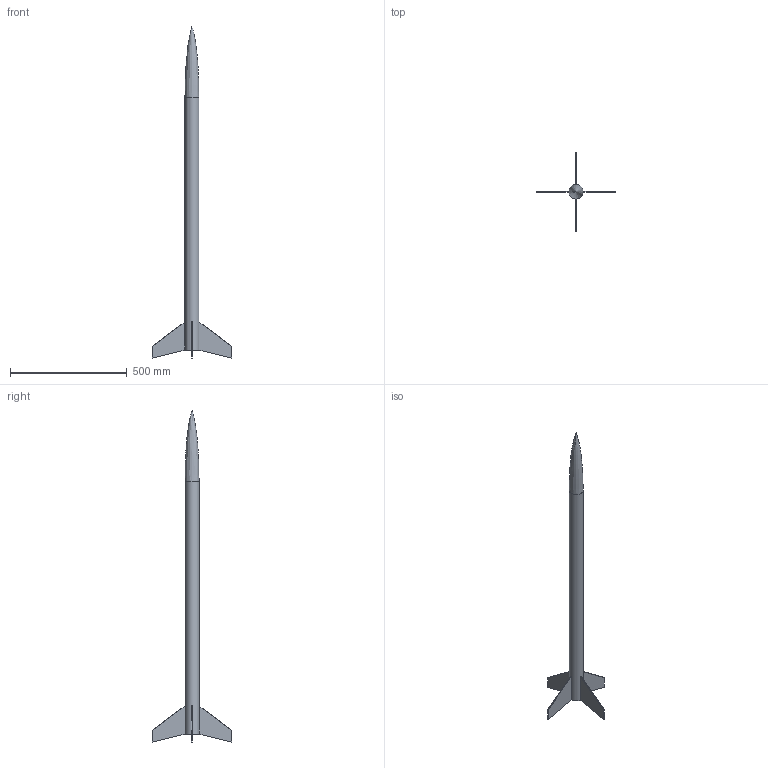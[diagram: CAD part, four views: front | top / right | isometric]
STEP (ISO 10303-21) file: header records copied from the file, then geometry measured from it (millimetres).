
FILE_DESCRIPTION(/* description */ (''),/* implementation_level */ '2;1');
FILE_NAME(/* name */ 'Rocket_Tube_GoldRush v2.step',/* time_stamp */ '2025-07-25T21:26:24-07:00',/* author */ (''),/* organization */ (''),/* preprocessor_version */ 'ST-DEVELOPER v20.1',/* originating_system */ 'Autodesk Translation Framework v14.10.0.0',/* authorisation */ '');
FILE_SCHEMA (('AUTOMOTIVE_DESIGN { 1 0 10303 214 3 1 1 }'));
Length unit declared in the file: millimetre
Products named in the file (3): Rocket_Tube_GoldRush; Rocket_Fin_GoldRush; Rocket_Nose_GoldRush
Assembly tree (5 placements, depth 2):
  Rocket_Tube_GoldRush
    Rocket_Fin_GoldRush  x4
    Rocket_Nose_GoldRush
Bounding box: 338.84 x 338.84 x 1418.96 mm (x, y, z)
Volume: 1069805.7 mm3; surface area: 558543.5 mm2
Topology: 6 solids, 6 shells, 39 faces, 84 edges, 56 vertices
Faces by surface type: plane 27, cylinder 10, bspline 2
Full cylindrical faces by diameter (mm): 52 x1, 60 x1
Entity records: 780 total; most frequent: CARTESIAN_POINT 367, DIRECTION 78, ORIENTED_EDGE 56, AXIS2_PLACEMENT_3D 31, EDGE_CURVE 28, VERTEX_POINT 20, EDGE_LOOP 18, LINE 16
